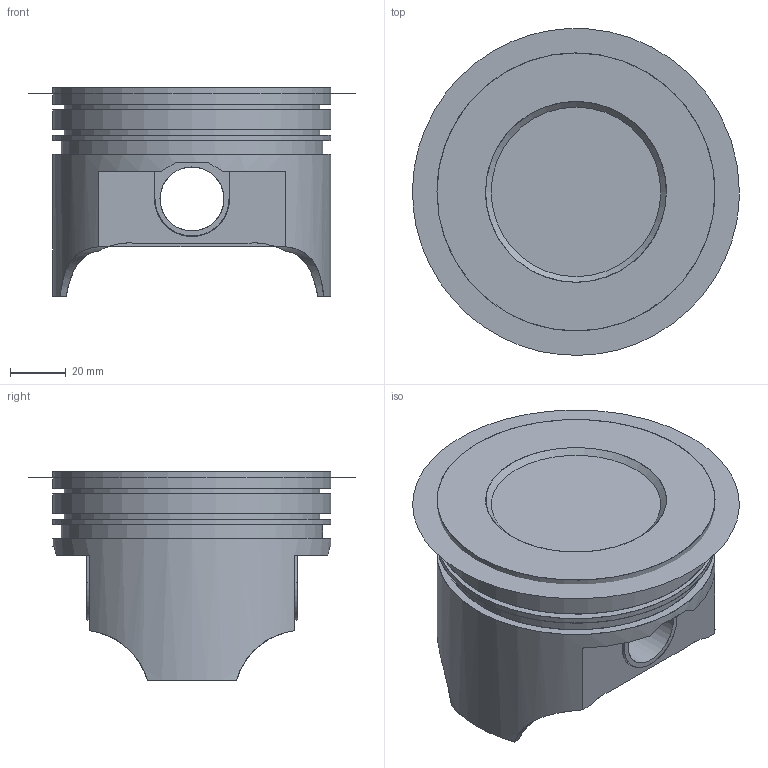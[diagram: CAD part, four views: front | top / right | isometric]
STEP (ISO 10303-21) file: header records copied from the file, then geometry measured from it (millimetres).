
FILE_DESCRIPTION(/* description */ (''),/* implementation_level */ '2;1');
FILE_NAME(/* name */ 'use_this_step_file_stp',/* time_stamp */ '2007-04-05T15:21:51-04:00',/* author */ (''),/* organization */ (''),/* preprocessor_version */ 'ST-DEVELOPER v11',/* originating_system */ 'UGS - NX 5.0',/* authorisation */ '');
FILE_SCHEMA (('AUTOMOTIVE_DESIGN { 1 0 10303 214 1 1 1 1 }'));
Length unit declared in the file: millimetre
Products named in the file (1): lubbCF46qh7v
Bounding box: 117.55 x 117.49 x 75 mm (x, y, z)
Surface area: 65570.6 mm2 (no closed solid volume)
Topology: 0 solids, 81 shells, 82 faces, 403 edges, 393 vertices
Faces by surface type: plane 37, cylinder 22, bspline 12, torus 6, cone 5
Full cylindrical faces by diameter (mm): 23 x2, 92 x2, 94 x1, 100 x4
Entity records: 6104 total; most frequent: CARTESIAN_POINT 2675, DIRECTION 474, ORIENTED_EDGE 385, VERTEX_POINT 384, EDGE_CURVE 384, AXIS2_PLACEMENT_3D 162, LINE 150, VECTOR 150
